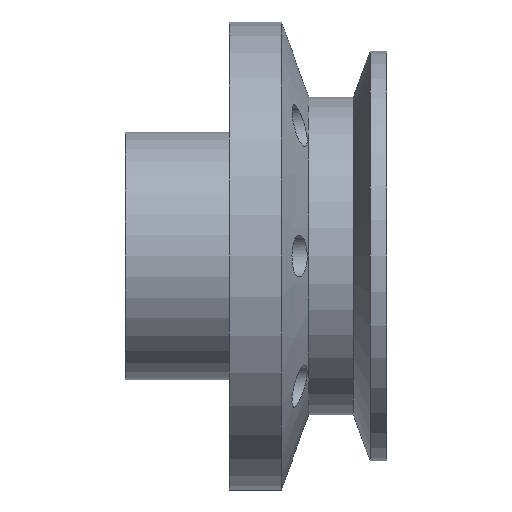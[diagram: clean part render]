
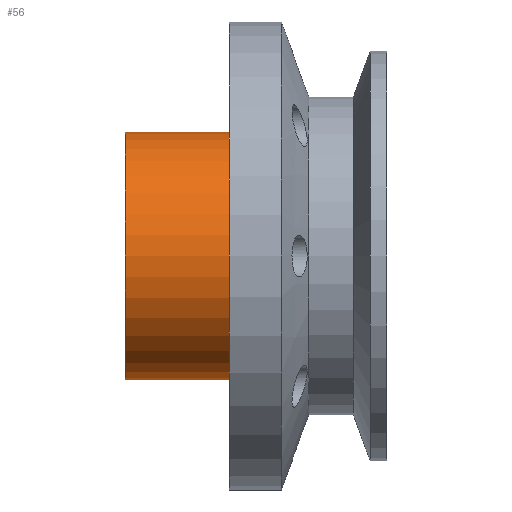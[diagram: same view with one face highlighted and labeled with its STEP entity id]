
A CAD part, front view. The second image highlights one B-rep face of the part: STEP entity #56.
In plain terms, the highlighted cylindrical face has radius 15.113 mm (diameter 30.225 mm), a partial arc.
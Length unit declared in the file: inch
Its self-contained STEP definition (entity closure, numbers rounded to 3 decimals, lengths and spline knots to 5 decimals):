
#1 = DIRECTION ( 'NONE',  ( 0., 0., 1. ) ) ;
#39 = CARTESIAN_POINT ( 'NONE',  ( 0., 0., 0. ) ) ;
#43 = EDGE_CURVE ( 'NONE', #1482, #1852, #1021, .T. ) ;
#56 = ADVANCED_FACE ( 'NONE', ( #940 ), #1238, .T. ) ;
#73 = CARTESIAN_POINT ( 'NONE',  ( 0., 0., -0.59498 ) ) ;
#115 = AXIS2_PLACEMENT_3D ( 'NONE', #1064, #343, #316 ) ;
#121 = ORIENTED_EDGE ( 'NONE', *, *, #786, .F. ) ;
#160 = CARTESIAN_POINT ( 'NONE',  ( 0., 0., 0.59498 ) ) ;
#252 = AXIS2_PLACEMENT_3D ( 'NONE', #314, #761, #1096 ) ;
#265 = CARTESIAN_POINT ( 'NONE',  ( 0., 0., 0.59498 ) ) ;
#314 = CARTESIAN_POINT ( 'NONE',  ( 0., 0., 0. ) ) ;
#316 = DIRECTION ( 'NONE',  ( 0., 0., 1. ) ) ;
#343 = DIRECTION ( 'NONE',  ( -1., 0., 0. ) ) ;
#454 = ORIENTED_EDGE ( 'NONE', *, *, #1976, .T. ) ;
#580 = EDGE_LOOP ( 'NONE', ( #121, #454, #639, #1225 ) ) ;
#598 = LINE ( 'NONE', #160, #1222 ) ;
#639 = ORIENTED_EDGE ( 'NONE', *, *, #1422, .T. ) ;
#648 = DIRECTION ( 'NONE',  ( -1., 0., 0. ) ) ;
#708 = DIRECTION ( 'NONE',  ( -1., 0., 0. ) ) ;
#761 = DIRECTION ( 'NONE',  ( -1., 0., 0. ) ) ;
#768 = DIRECTION ( 'NONE',  ( -1., 0., 0. ) ) ;
#786 = EDGE_CURVE ( 'NONE', #1585, #1482, #988, .T. ) ;
#859 = VERTEX_POINT ( 'NONE', #265 ) ;
#940 = FACE_OUTER_BOUND ( 'NONE', #580, .T. ) ;
#988 = LINE ( 'NONE', #73, #997 ) ;
#997 = VECTOR ( 'NONE', #708, 39.37008 ) ;
#1021 = CIRCLE ( 'NONE', #115, 0.59498 ) ;
#1064 = CARTESIAN_POINT ( 'NONE',  ( -0.5, 0., 0. ) ) ;
#1096 = DIRECTION ( 'NONE',  ( 0., 0., 1. ) ) ;
#1099 = CIRCLE ( 'NONE', #252, 0.59498 ) ;
#1103 = CARTESIAN_POINT ( 'NONE',  ( 0., 0., -0.59498 ) ) ;
#1181 = CARTESIAN_POINT ( 'NONE',  ( -0.5, 0., 0.59498 ) ) ;
#1222 = VECTOR ( 'NONE', #768, 39.37008 ) ;
#1225 = ORIENTED_EDGE ( 'NONE', *, *, #43, .F. ) ;
#1238 = CYLINDRICAL_SURFACE ( 'NONE', #1738, 0.59498 ) ;
#1422 = EDGE_CURVE ( 'NONE', #859, #1852, #598, .T. ) ;
#1482 = VERTEX_POINT ( 'NONE', #1851 ) ;
#1585 = VERTEX_POINT ( 'NONE', #1103 ) ;
#1738 = AXIS2_PLACEMENT_3D ( 'NONE', #39, #648, #1 ) ;
#1851 = CARTESIAN_POINT ( 'NONE',  ( -0.5, 0., -0.59498 ) ) ;
#1852 = VERTEX_POINT ( 'NONE', #1181 ) ;
#1976 = EDGE_CURVE ( 'NONE', #1585, #859, #1099, .T. ) ;
